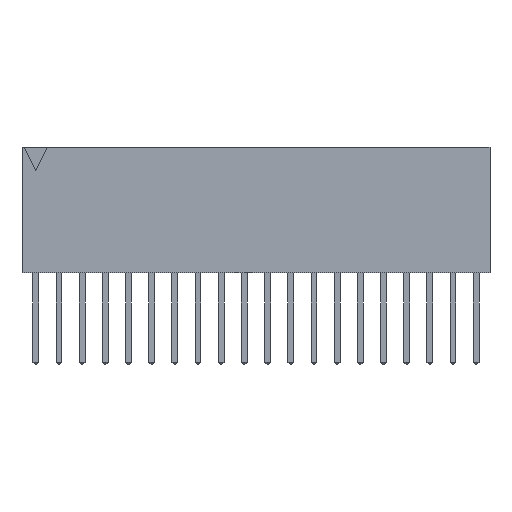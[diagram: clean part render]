
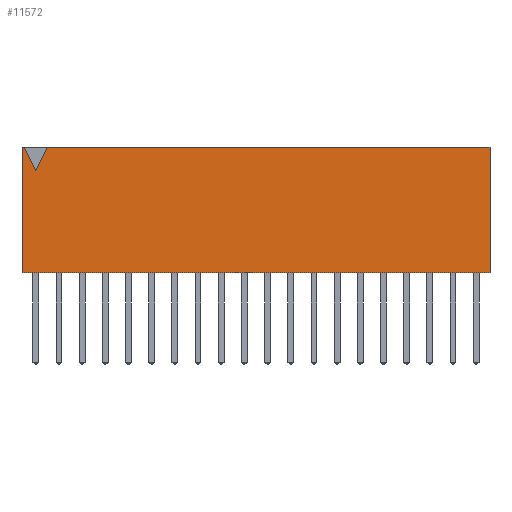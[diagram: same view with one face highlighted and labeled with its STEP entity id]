
A CAD part, left-side view. The second image highlights one B-rep face of the part: STEP entity #11572.
In plain terms, the highlighted planar face has unit normal (-1, 0, 0).
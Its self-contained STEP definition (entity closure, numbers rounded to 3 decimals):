
#146=FACE_OUTER_BOUND('',#915,.T.);
#915=EDGE_LOOP('',(#7564,#7565,#7566,#7567,#7568,#7569,#7570));
#1723=LINE('',#16352,#3344);
#1727=LINE('',#16361,#3348);
#1728=LINE('',#16363,#3349);
#1729=LINE('',#16365,#3350);
#1730=LINE('',#16367,#3351);
#1731=LINE('',#16368,#3352);
#1732=LINE('',#16369,#3353);
#3344=VECTOR('',#13184,1.);
#3348=VECTOR('',#13190,1.);
#3349=VECTOR('',#13191,1.);
#3350=VECTOR('',#13192,1.);
#3351=VECTOR('',#13193,1.);
#3352=VECTOR('',#13194,1.);
#3353=VECTOR('',#13195,1.);
#4965=VERTEX_POINT('',#16350);
#4966=VERTEX_POINT('',#16351);
#4969=VERTEX_POINT('',#16359);
#4970=VERTEX_POINT('',#16360);
#4971=VERTEX_POINT('',#16362);
#4972=VERTEX_POINT('',#16364);
#4973=VERTEX_POINT('',#16366);
#5939=EDGE_CURVE('',#4965,#4966,#1723,.T.);
#5943=EDGE_CURVE('',#4969,#4970,#1727,.T.);
#5944=EDGE_CURVE('',#4971,#4970,#1728,.T.);
#5945=EDGE_CURVE('',#4971,#4972,#1729,.T.);
#5946=EDGE_CURVE('',#4973,#4972,#1730,.T.);
#5947=EDGE_CURVE('',#4966,#4973,#1731,.T.);
#5948=EDGE_CURVE('',#4965,#4969,#1732,.T.);
#7564=ORIENTED_EDGE('',*,*,#5943,.T.);
#7565=ORIENTED_EDGE('',*,*,#5944,.F.);
#7566=ORIENTED_EDGE('',*,*,#5945,.T.);
#7567=ORIENTED_EDGE('',*,*,#5946,.F.);
#7568=ORIENTED_EDGE('',*,*,#5947,.F.);
#7569=ORIENTED_EDGE('',*,*,#5939,.F.);
#7570=ORIENTED_EDGE('',*,*,#5948,.T.);
#10803=PLANE('',#12407);
#11572=ADVANCED_FACE('',(#146),#10803,.F.);
#12407=AXIS2_PLACEMENT_3D('',#16358,#13188,#13189);
#13184=DIRECTION('',(0.,0.,1.));
#13188=DIRECTION('center_axis',(1.,0.,0.));
#13189=DIRECTION('ref_axis',(0.,0.,1.));
#13190=DIRECTION('',(0.,0.,1.));
#13191=DIRECTION('',(0.,-1.,0.));
#13192=DIRECTION('',(0.,0.447,-0.894));
#13193=DIRECTION('',(0.,-0.447,-0.894));
#13194=DIRECTION('',(0.,-1.,0.));
#13195=DIRECTION('',(0.,-1.,0.));
#16350=CARTESIAN_POINT('',(-3.77,1.52,0.));
#16351=CARTESIAN_POINT('',(-3.77,1.52,13.75));
#16352=CARTESIAN_POINT('',(-3.77,1.52,0.));
#16358=CARTESIAN_POINT('Origin',(-3.77,1.52,0.));
#16359=CARTESIAN_POINT('',(-3.77,-49.78,0.));
#16360=CARTESIAN_POINT('',(-3.77,-49.78,13.75));
#16361=CARTESIAN_POINT('',(-3.77,-49.78,0.));
#16362=CARTESIAN_POINT('',(-3.77,-1.27,13.75));
#16363=CARTESIAN_POINT('',(-3.77,1.52,13.75));
#16364=CARTESIAN_POINT('',(-3.77,0.,11.21));
#16365=CARTESIAN_POINT('',(-3.77,-1.27,13.75));
#16366=CARTESIAN_POINT('',(-3.77,1.27,13.75));
#16367=CARTESIAN_POINT('',(-3.77,1.27,13.75));
#16368=CARTESIAN_POINT('',(-3.77,1.52,13.75));
#16369=CARTESIAN_POINT('',(-3.77,1.52,0.));
